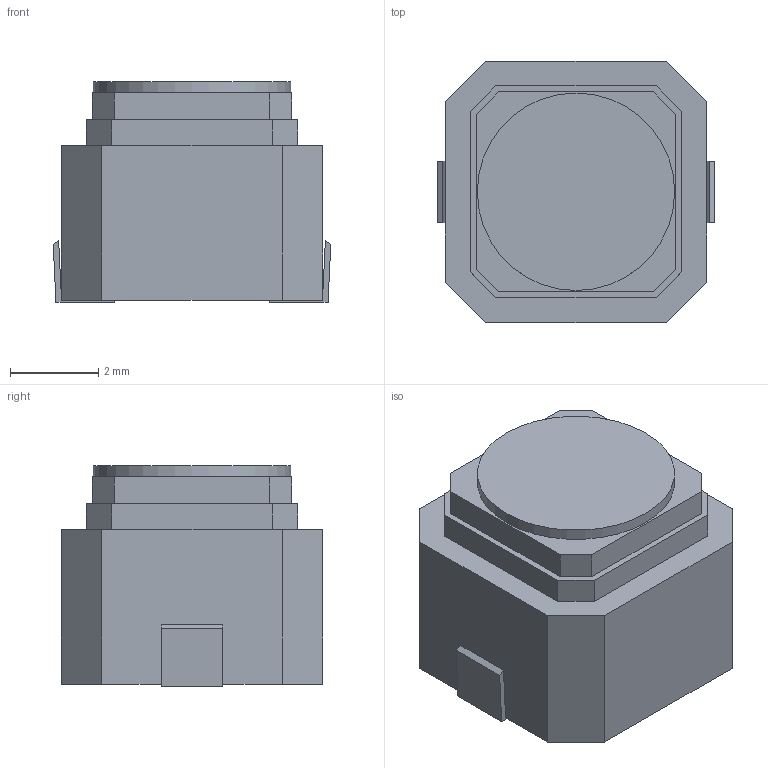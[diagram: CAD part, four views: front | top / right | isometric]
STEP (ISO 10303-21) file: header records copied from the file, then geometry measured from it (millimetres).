
FILE_DESCRIPTION(/* description */ ('Unknown'),/* implementation_level */ '2;1');
FILE_NAME(/* name */ 'Tactle Switch 6x6mm - Soft ',/* time_stamp */ '2018-10-30T15:27:15-04:00',/* author */ ('Unknown'),/* organization */ ('Unknown'),/* preprocessor_version */ 'ST-DEVELOPER v16.7',/* originating_system */ 'DEX',/* authorisation */ $);
FILE_SCHEMA (('AUTOMOTIVE_DESIGN {1 0 10303 214 3 1 1}'));
Length unit declared in the file: millimetre
Products named in the file (1): Tactle Switch 6x6mm - Soft 
Bounding box: 6.29 x 5.92 x 5 mm (x, y, z)
Volume: 145.2 mm3; surface area: 237.6 mm2
Topology: 1 solids, 21 shells, 216 faces, 514 edges, 343 vertices
Faces by surface type: plane 176, bspline 39, cylinder 1
Full cylindrical faces by diameter (mm): 4.47 x1
Entity records: 8975 total; most frequent: CARTESIAN_POINT 3092, ORIENTED_EDGE 1016, DIRECTION 602, EDGE_CURVE 508, VERTEX_POINT 342, B_SPLINE_CURVE_WITH_KNOTS 264, LINE 242, VECTOR 242
